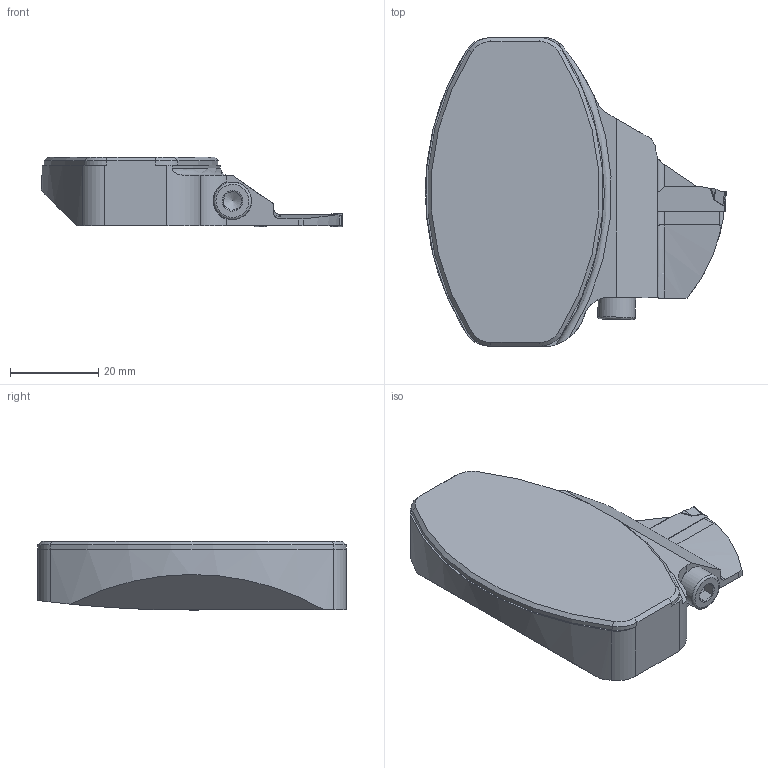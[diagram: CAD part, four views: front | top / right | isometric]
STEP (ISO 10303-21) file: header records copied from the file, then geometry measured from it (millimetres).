
FILE_DESCRIPTION(/* description */ (''),/* implementation_level */ '2;1');
FILE_NAME(/* name */ '1662628524709.stp',/* time_stamp */ '2022-09-08T11:15:36+02:00',/* author */ (''),/* organization */ ('SMS'),/* preprocessor_version */ 'ST-DEVELOPER v16.7',/* originating_system */ 'SIEMENS PLM Software NX 12.0',/* authorisation */ '');
FILE_SCHEMA (('AUTOMOTIVE_DESIGN { 1 0 10303 214 3 1 1 1 }'));
Length unit declared in the file: millimetre
Products named in the file (4): 204179137nuc000_00; ASSEMBLY_CONSTRUCTION; 204301282mod000_00; 204301280mod000_00
Assembly tree (3 placements, depth 2):
  204301280mod000_00
    204301282mod000_00
    ASSEMBLY_CONSTRUCTION
    204179137nuc000_00
Bounding box: 68.4 x 70 x 15.83 mm (x, y, z)
Volume: 41088.1 mm3; surface area: 9440.6 mm2
Topology: 2 solids, 2 shells, 144 faces, 369 edges, 236 vertices
Faces by surface type: plane 50, bspline 39, cylinder 38, cone 13, torus 4
Full cylindrical faces by diameter (mm): 8.5 x1
Entity records: 5669 total; most frequent: CARTESIAN_POINT 2398, ORIENTED_EDGE 724, DIRECTION 559, EDGE_CURVE 362, VERTEX_POINT 227, AXIS2_PLACEMENT_3D 207, EDGE_LOOP 148, LINE 145
